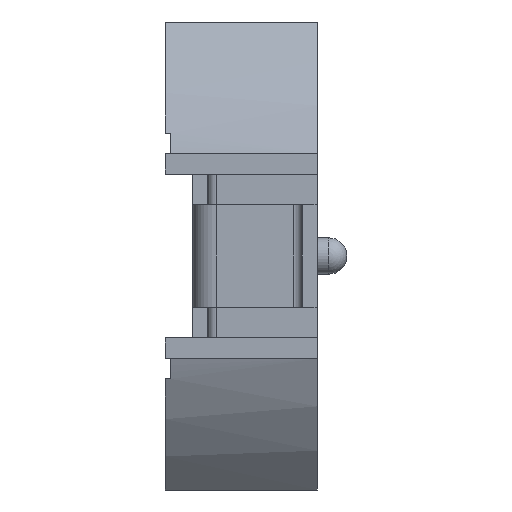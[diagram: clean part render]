
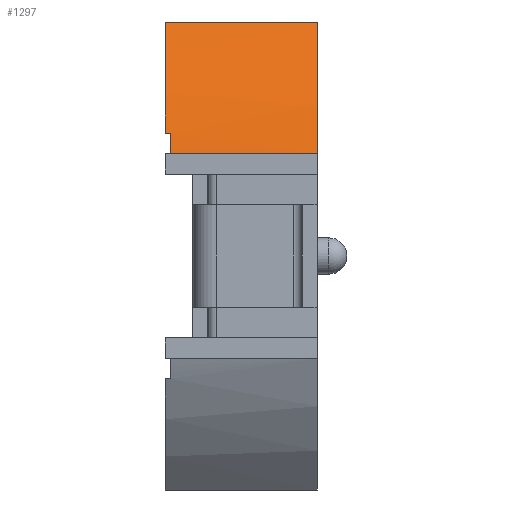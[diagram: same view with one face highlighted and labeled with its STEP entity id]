
A CAD part, left-side view. The second image highlights one B-rep face of the part: STEP entity #1297.
In plain terms, the highlighted cylindrical face has radius 11.2 mm (diameter 22.4 mm), a partial arc.
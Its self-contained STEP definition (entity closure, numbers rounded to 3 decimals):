
#101 = DIRECTION ( 'NONE',  ( 0., -1., 0. ) ) ;
#295 = CARTESIAN_POINT ( 'NONE',  ( -10.639, 5., 3.5 ) ) ;
#303 = CARTESIAN_POINT ( 'NONE',  ( -7.838, 5.2, 8. ) ) ;
#356 = DIRECTION ( 'NONE',  ( 0., 1., 0. ) ) ;
#362 = ORIENTED_EDGE ( 'NONE', *, *, #5667, .F. ) ;
#531 = CARTESIAN_POINT ( 'NONE',  ( -7.838, 5.2, 8. ) ) ;
#533 = EDGE_CURVE ( 'NONE', #796, #2270, #5606, .T. ) ;
#601 = CARTESIAN_POINT ( 'NONE',  ( -10.639, 0., 3.5 ) ) ;
#615 = ORIENTED_EDGE ( 'NONE', *, *, #4582, .F. ) ;
#703 = CYLINDRICAL_SURFACE ( 'NONE', #1855, 11.2 ) ;
#731 = ORIENTED_EDGE ( 'NONE', *, *, #533, .F. ) ;
#796 = VERTEX_POINT ( 'NONE', #1244 ) ;
#802 = DIRECTION ( 'NONE',  ( 0., 0., 1. ) ) ;
#899 = CARTESIAN_POINT ( 'NONE',  ( 0., 5.2, 0. ) ) ;
#1193 = CARTESIAN_POINT ( 'NONE',  ( -7.838, 0., 8. ) ) ;
#1229 = VECTOR ( 'NONE', #101, 1000. ) ;
#1244 = CARTESIAN_POINT ( 'NONE',  ( -10.383, 5.2, 4.2 ) ) ;
#1297 = ADVANCED_FACE ( 'NONE', ( #2842 ), #703, .T. ) ;
#1421 = DIRECTION ( 'NONE',  ( 0., -1., 0. ) ) ;
#1855 = AXIS2_PLACEMENT_3D ( 'NONE', #899, #1421, #5745 ) ;
#1923 = CIRCLE ( 'NONE', #2569, 11.2 ) ;
#2008 = DIRECTION ( 'NONE',  ( 0., -1., 0. ) ) ;
#2268 = CARTESIAN_POINT ( 'NONE',  ( 0., 0., 0. ) ) ;
#2270 = VERTEX_POINT ( 'NONE', #303 ) ;
#2274 = DIRECTION ( 'NONE',  ( 0., 0., 1. ) ) ;
#2528 = VERTEX_POINT ( 'NONE', #3940 ) ;
#2534 = EDGE_CURVE ( 'NONE', #6249, #5329, #4565, .T. ) ;
#2569 = AXIS2_PLACEMENT_3D ( 'NONE', #2268, #5702, #802 ) ;
#2842 = FACE_OUTER_BOUND ( 'NONE', #5261, .T. ) ;
#2890 = CARTESIAN_POINT ( 'NONE',  ( -10.383, 5., 4.2 ) ) ;
#3255 = CIRCLE ( 'NONE', #6293, 11.2 ) ;
#3422 = AXIS2_PLACEMENT_3D ( 'NONE', #4754, #356, #3773 ) ;
#3638 = LINE ( 'NONE', #531, #4175 ) ;
#3773 = DIRECTION ( 'NONE',  ( 0., 0., 1. ) ) ;
#3824 = EDGE_CURVE ( 'NONE', #2270, #3987, #3638, .T. ) ;
#3866 = ORIENTED_EDGE ( 'NONE', *, *, #6109, .T. ) ;
#3940 = CARTESIAN_POINT ( 'NONE',  ( -10.383, 5., 4.2 ) ) ;
#3987 = VERTEX_POINT ( 'NONE', #1193 ) ;
#4025 = LINE ( 'NONE', #2890, #4929 ) ;
#4175 = VECTOR ( 'NONE', #2008, 1000. ) ;
#4565 = LINE ( 'NONE', #5403, #1229 ) ;
#4582 = EDGE_CURVE ( 'NONE', #2528, #796, #4025, .T. ) ;
#4659 = DIRECTION ( 'NONE',  ( 0., 1., 0. ) ) ;
#4754 = CARTESIAN_POINT ( 'NONE',  ( 0., 5.2, 0. ) ) ;
#4869 = DIRECTION ( 'NONE',  ( 0., 1., 0. ) ) ;
#4929 = VECTOR ( 'NONE', #4869, 1000. ) ;
#5261 = EDGE_LOOP ( 'NONE', ( #615, #362, #6011, #3866, #5840, #731 ) ) ;
#5329 = VERTEX_POINT ( 'NONE', #601 ) ;
#5403 = CARTESIAN_POINT ( 'NONE',  ( -10.639, 5.2, 3.5 ) ) ;
#5606 = CIRCLE ( 'NONE', #3422, 11.2 ) ;
#5667 = EDGE_CURVE ( 'NONE', #6249, #2528, #3255, .T. ) ;
#5702 = DIRECTION ( 'NONE',  ( 0., 1., 0. ) ) ;
#5708 = CARTESIAN_POINT ( 'NONE',  ( 0., 5., 0. ) ) ;
#5745 = DIRECTION ( 'NONE',  ( 0., 0., -1. ) ) ;
#5840 = ORIENTED_EDGE ( 'NONE', *, *, #3824, .F. ) ;
#6011 = ORIENTED_EDGE ( 'NONE', *, *, #2534, .T. ) ;
#6109 = EDGE_CURVE ( 'NONE', #5329, #3987, #1923, .T. ) ;
#6249 = VERTEX_POINT ( 'NONE', #295 ) ;
#6293 = AXIS2_PLACEMENT_3D ( 'NONE', #5708, #4659, #2274 ) ;
